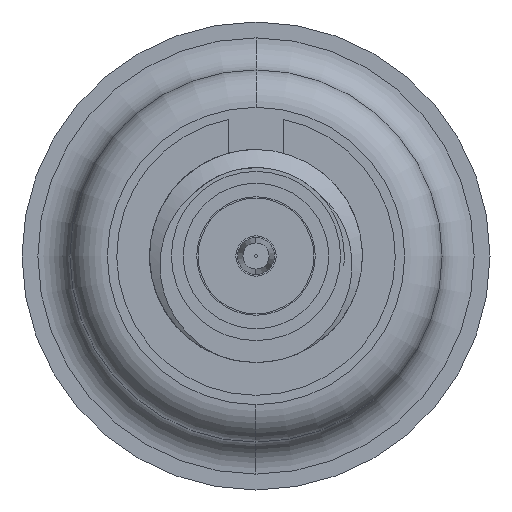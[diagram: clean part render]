
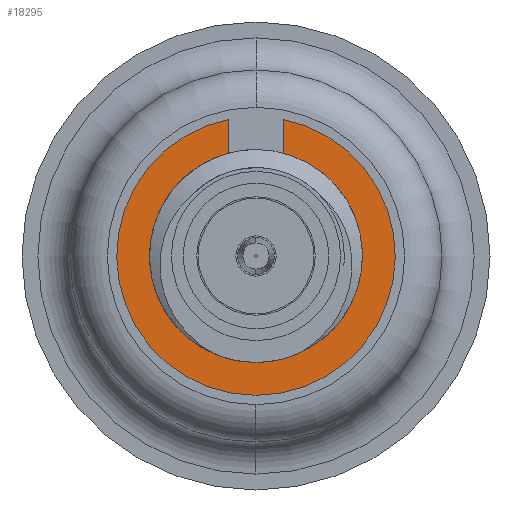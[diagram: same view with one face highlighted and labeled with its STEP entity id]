
A CAD part, left-side view. The second image highlights one B-rep face of the part: STEP entity #18295.
In plain terms, the highlighted planar face has unit normal (-1, 0, 0).
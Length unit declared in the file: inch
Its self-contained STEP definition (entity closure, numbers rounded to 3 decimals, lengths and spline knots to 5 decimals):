
#564 = CARTESIAN_POINT ( 'NONE',  ( 0.32829, 0.02549, 0.0776 ) ) ;
#868 = LINE ( 'NONE', #7428, #7135 ) ;
#969 = ORIENTED_EDGE ( 'NONE', *, *, #19739, .T. ) ;
#1085 = CARTESIAN_POINT ( 'NONE',  ( 0.32829, 0., 0. ) ) ;
#1181 = DIRECTION ( 'NONE',  ( -1., 0., 0. ) ) ;
#1258 = CARTESIAN_POINT ( 'NONE',  ( 0.32829, -0.02549, 0.0776 ) ) ;
#1350 = VERTEX_POINT ( 'NONE', #6430 ) ;
#2535 = AXIS2_PLACEMENT_3D ( 'NONE', #1085, #1181, #17562 ) ;
#3044 = ORIENTED_EDGE ( 'NONE', *, *, #19584, .F. ) ;
#6065 = CARTESIAN_POINT ( 'NONE',  ( 0.32829, -0.02549, 0.12783 ) ) ;
#6116 = CARTESIAN_POINT ( 'NONE',  ( 0.32829, 0., 0. ) ) ;
#6430 = CARTESIAN_POINT ( 'NONE',  ( 0.32829, 0.02549, 0.0776 ) ) ;
#7135 = VECTOR ( 'NONE', #12179, 39.37008 ) ;
#7138 = CARTESIAN_POINT ( 'NONE',  ( 0.32829, 0.02549, 0.12783 ) ) ;
#7319 = ORIENTED_EDGE ( 'NONE', *, *, #7461, .F. ) ;
#7427 = ORIENTED_EDGE ( 'NONE', *, *, #9387, .F. ) ;
#7428 = CARTESIAN_POINT ( 'NONE',  ( 0.32829, -0.02549, 0.0776 ) ) ;
#7461 = EDGE_CURVE ( 'NONE', #1350, #11098, #17601, .T. ) ;
#7615 = CIRCLE ( 'NONE', #2535, 0.13034 ) ;
#7768 = VERTEX_POINT ( 'NONE', #6065 ) ;
#9387 = EDGE_CURVE ( 'NONE', #11098, #7768, #868, .T. ) ;
#10878 = DIRECTION ( 'NONE',  ( -1., 0., 0. ) ) ;
#11098 = VERTEX_POINT ( 'NONE', #1258 ) ;
#11316 = VECTOR ( 'NONE', #18313, 39.37008 ) ;
#12126 = DIRECTION ( 'NONE',  ( 1., 0., 0. ) ) ;
#12179 = DIRECTION ( 'NONE',  ( 0., 0., 1. ) ) ;
#12346 = VERTEX_POINT ( 'NONE', #7138 ) ;
#12441 = CARTESIAN_POINT ( 'NONE',  ( 0.32829, 0.13034, 0. ) ) ;
#13989 = EDGE_LOOP ( 'NONE', ( #7319, #3044, #969, #7427 ) ) ;
#14240 = AXIS2_PLACEMENT_3D ( 'NONE', #6116, #10878, #14361 ) ;
#14361 = DIRECTION ( 'NONE',  ( 0., 0., 1. ) ) ;
#14396 = AXIS2_PLACEMENT_3D ( 'NONE', #12441, #12126, #18869 ) ;
#15514 = FACE_OUTER_BOUND ( 'NONE', #13989, .T. ) ;
#16646 = LINE ( 'NONE', #564, #11316 ) ;
#17562 = DIRECTION ( 'NONE',  ( 0., 0., 1. ) ) ;
#17601 = CIRCLE ( 'NONE', #14240, 0.08168 ) ;
#18295 = ADVANCED_FACE ( 'NONE', ( #15514 ), #20453, .F. ) ;
#18313 = DIRECTION ( 'NONE',  ( 0., 0., -1. ) ) ;
#18869 = DIRECTION ( 'NONE',  ( 0., 0., -1. ) ) ;
#19584 = EDGE_CURVE ( 'NONE', #12346, #1350, #16646, .T. ) ;
#19739 = EDGE_CURVE ( 'NONE', #12346, #7768, #7615, .T. ) ;
#20453 = PLANE ( 'NONE',  #14396 ) ;
